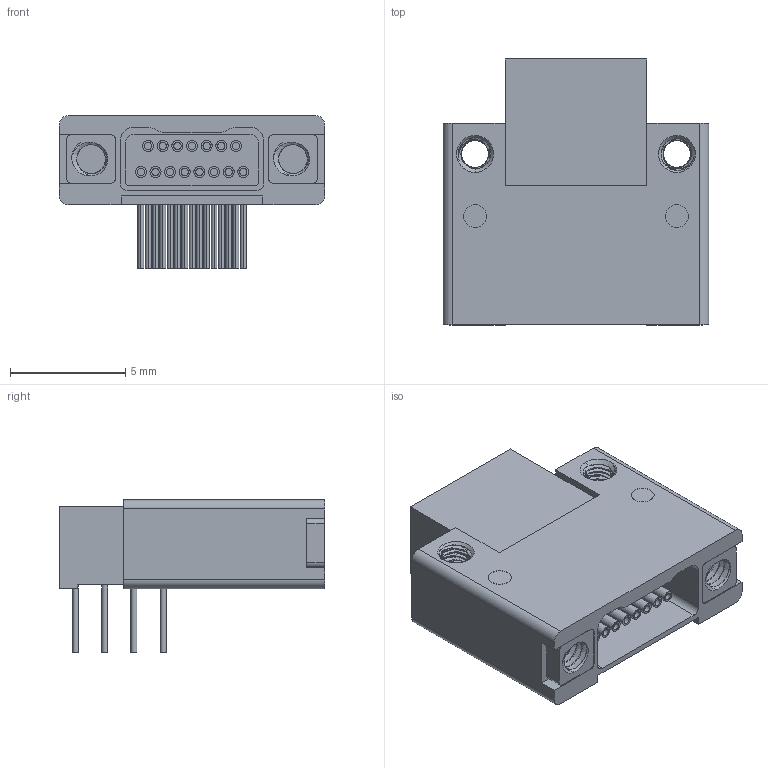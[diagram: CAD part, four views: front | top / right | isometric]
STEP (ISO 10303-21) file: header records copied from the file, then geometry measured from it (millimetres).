
FILE_DESCRIPTION((''),'2;1');
FILE_NAME('15P','2025-03-05T',('gongcheng6'),(''),'PRO/ENGINEER BY PARAMETRIC TECHNOLOGY CORPORATION, 2010280','PRO/ENGINEER BY PARAMETRIC TECHNOLOGY CORPORATION, 2010280','');
FILE_SCHEMA(('CONFIG_CONTROL_DESIGN'));
Length unit declared in the file: millimetre
Products named in the file (1): 15P
Bounding box: 11.53 x 11.54 x 6.64 mm (x, y, z)
Volume: 359.6 mm3; surface area: 807.9 mm2
Topology: 1 solids, 1 shells, 401 faces, 1062 edges, 722 vertices
Faces by surface type: cylinder 268, plane 113, cone 12, bspline 8
Entity records: 31743 total; most frequent: CARTESIAN_POINT 21958, ORIENTED_EDGE 2124, DIRECTION 1884, EDGE_CURVE 1062, AXIS2_PLACEMENT_3D 729, VERTEX_POINT 722, EDGE_LOOP 464, VECTOR 426
